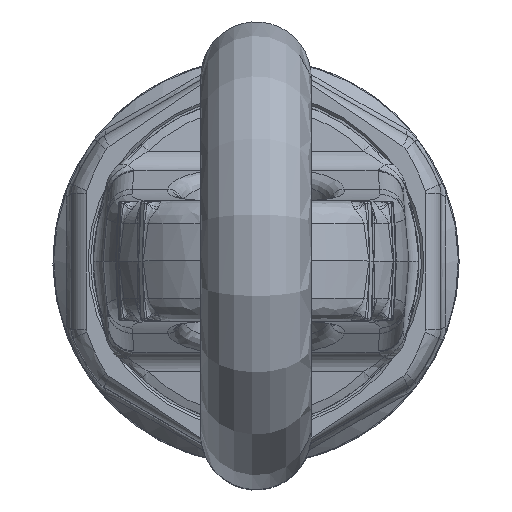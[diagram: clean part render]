
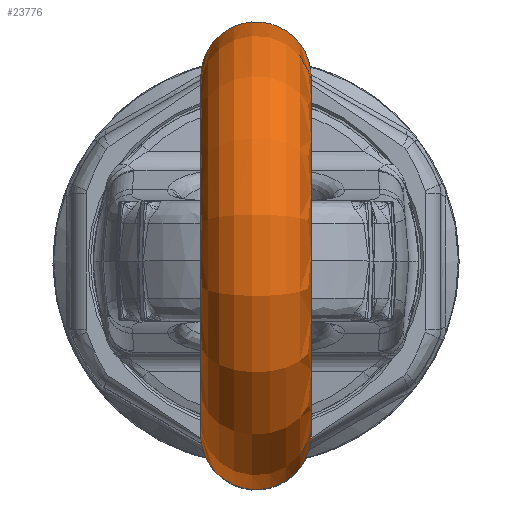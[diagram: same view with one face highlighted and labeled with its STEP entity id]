
A CAD part, top view. The second image highlights one B-rep face of the part: STEP entity #23776.
In plain terms, the highlighted face is a revolution surface.
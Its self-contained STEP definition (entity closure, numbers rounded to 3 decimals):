
#23485=CARTESIAN_POINT('Axis2P3D Location',(-11.,0.921,124.641)) ;
#23489=CARTESIAN_POINT('Vertex',(-11.,36.574,124.419)) ;
#23491=CARTESIAN_POINT('Vertex',(-11.,-34.732,124.864)) ;
#23510=CARTESIAN_POINT('Vertex',(11.,36.574,124.419)) ;
#23513=CARTESIAN_POINT('Axis2P3D Location',(11.,0.921,124.641)) ;
#23517=CARTESIAN_POINT('Vertex',(11.,-34.732,124.864)) ;
#23717=CARTESIAN_POINT('Control Point',(11.,36.574,124.419)) ;
#23718=CARTESIAN_POINT('Control Point',(11.,38.301,124.453)) ;
#23719=CARTESIAN_POINT('Control Point',(10.661,40.029,124.487)) ;
#23720=CARTESIAN_POINT('Control Point',(9.982,41.667,124.519)) ;
#23721=CARTESIAN_POINT('Control Point',(8.018,44.59,124.576)) ;
#23722=CARTESIAN_POINT('Control Point',(5.095,46.554,124.615)) ;
#23723=CARTESIAN_POINT('Control Point',(3.456,47.232,124.628)) ;
#23724=CARTESIAN_POINT('Control Point',(0.,47.911,124.641)) ;
#23725=CARTESIAN_POINT('Control Point',(-3.456,47.232,124.628)) ;
#23726=CARTESIAN_POINT('Control Point',(-5.095,46.554,124.615)) ;
#23727=CARTESIAN_POINT('Control Point',(-8.018,44.59,124.576)) ;
#23728=CARTESIAN_POINT('Control Point',(-9.982,41.667,124.519)) ;
#23729=CARTESIAN_POINT('Control Point',(-10.661,40.029,124.487)) ;
#23730=CARTESIAN_POINT('Control Point',(-11.,38.301,124.453)) ;
#23731=CARTESIAN_POINT('Control Point',(-11.,36.574,124.419)) ;
#23732=CARTESIAN_POINT('Axis1P Location',(0.,0.921,124.641)) ;
#23737=CARTESIAN_POINT('Control Point',(11.,36.574,124.419)) ;
#23738=CARTESIAN_POINT('Control Point',(11.,38.301,124.453)) ;
#23739=CARTESIAN_POINT('Control Point',(10.661,40.029,124.487)) ;
#23740=CARTESIAN_POINT('Control Point',(9.982,41.667,124.519)) ;
#23741=CARTESIAN_POINT('Control Point',(8.018,44.59,124.576)) ;
#23742=CARTESIAN_POINT('Control Point',(5.095,46.554,124.615)) ;
#23743=CARTESIAN_POINT('Control Point',(3.456,47.232,124.628)) ;
#23744=CARTESIAN_POINT('Control Point',(0.,47.911,124.641)) ;
#23745=CARTESIAN_POINT('Control Point',(-3.456,47.232,124.628)) ;
#23746=CARTESIAN_POINT('Control Point',(-5.095,46.554,124.615)) ;
#23747=CARTESIAN_POINT('Control Point',(-8.018,44.59,124.576)) ;
#23748=CARTESIAN_POINT('Control Point',(-9.982,41.667,124.519)) ;
#23749=CARTESIAN_POINT('Control Point',(-10.661,40.029,124.487)) ;
#23750=CARTESIAN_POINT('Control Point',(-11.,38.301,124.453)) ;
#23751=CARTESIAN_POINT('Control Point',(-11.,36.574,124.419)) ;
#23754=CARTESIAN_POINT('Control Point',(11.,-34.732,124.864)) ;
#23755=CARTESIAN_POINT('Control Point',(11.,-36.459,124.83)) ;
#23756=CARTESIAN_POINT('Control Point',(10.661,-38.187,124.796)) ;
#23757=CARTESIAN_POINT('Control Point',(9.982,-39.825,124.764)) ;
#23758=CARTESIAN_POINT('Control Point',(8.018,-42.748,124.707)) ;
#23759=CARTESIAN_POINT('Control Point',(5.095,-44.712,124.668)) ;
#23760=CARTESIAN_POINT('Control Point',(3.456,-45.39,124.655)) ;
#23761=CARTESIAN_POINT('Control Point',(0.,-46.069,124.642)) ;
#23762=CARTESIAN_POINT('Control Point',(-3.456,-45.39,124.655)) ;
#23763=CARTESIAN_POINT('Control Point',(-5.095,-44.712,124.668)) ;
#23764=CARTESIAN_POINT('Control Point',(-8.018,-42.748,124.707)) ;
#23765=CARTESIAN_POINT('Control Point',(-9.982,-39.825,124.764)) ;
#23766=CARTESIAN_POINT('Control Point',(-10.661,-38.187,124.796)) ;
#23767=CARTESIAN_POINT('Control Point',(-11.,-36.459,124.83)) ;
#23768=CARTESIAN_POINT('Control Point',(-11.,-34.732,124.864)) ;
#23486=DIRECTION('Axis2P3D Direction',(1.,0.,0.)) ;
#23514=DIRECTION('Axis2P3D Direction',(1.,0.,0.)) ;
#23733=DIRECTION('Axis1P Direction',(1.,0.,0.)) ;
#23487=AXIS2_PLACEMENT_3D('Circle Axis2P3D',#23485,#23486,$) ;
#23515=AXIS2_PLACEMENT_3D('Circle Axis2P3D',#23513,#23514,$) ;
#23771=ORIENTED_EDGE('',*,*,#23519,.F.) ;
#23772=ORIENTED_EDGE('',*,*,#23752,.T.) ;
#23773=ORIENTED_EDGE('',*,*,#23493,.T.) ;
#23774=ORIENTED_EDGE('',*,*,#23769,.F.) ;
#23776=ADVANCED_FACE('\X2\710A63A574B0\X0\',(#23775),#23735,.F.) ;
#23734=AXIS1_PLACEMENT('Revolution Surface Axis1P',#23732,#23733) ;
#23716=B_SPLINE_CURVE_WITH_KNOTS('',5,(#23717,#23718,#23719,#23720,#23721,#23722,#23723,#23724,#23725,#23726,#23727,#23728,#23729,#23730,#23731),.UNSPECIFIED.,.F.,.U.,(6,3,3,3,6),(34.558,43.197,51.836,60.476,69.115),.UNSPECIFIED.) ;
#23736=B_SPLINE_CURVE_WITH_KNOTS('',5,(#23737,#23738,#23739,#23740,#23741,#23742,#23743,#23744,#23745,#23746,#23747,#23748,#23749,#23750,#23751),.UNSPECIFIED.,.F.,.U.,(6,3,3,3,6),(34.558,43.197,51.836,60.476,69.115),.UNSPECIFIED.) ;
#23753=B_SPLINE_CURVE_WITH_KNOTS('',5,(#23754,#23755,#23756,#23757,#23758,#23759,#23760,#23761,#23762,#23763,#23764,#23765,#23766,#23767,#23768),.UNSPECIFIED.,.F.,.U.,(6,3,3,3,6),(34.558,43.197,51.836,60.476,69.115),.UNSPECIFIED.) ;
#23488=CIRCLE('generated circle',#23487,35.653) ;
#23516=CIRCLE('generated circle',#23515,35.653) ;
#23493=EDGE_CURVE('',#23490,#23492,#23488,.T.) ;
#23519=EDGE_CURVE('',#23511,#23518,#23516,.T.) ;
#23752=EDGE_CURVE('',#23511,#23490,#23736,.T.) ;
#23769=EDGE_CURVE('',#23518,#23492,#23753,.T.) ;
#23770=EDGE_LOOP('',(#23771,#23772,#23773,#23774)) ;
#23775=FACE_OUTER_BOUND('',#23770,.T.) ;
#23735=SURFACE_OF_REVOLUTION('Surface of Revolution',#23716,#23734) ;
#23490=VERTEX_POINT('',#23489) ;
#23492=VERTEX_POINT('',#23491) ;
#23511=VERTEX_POINT('',#23510) ;
#23518=VERTEX_POINT('',#23517) ;
